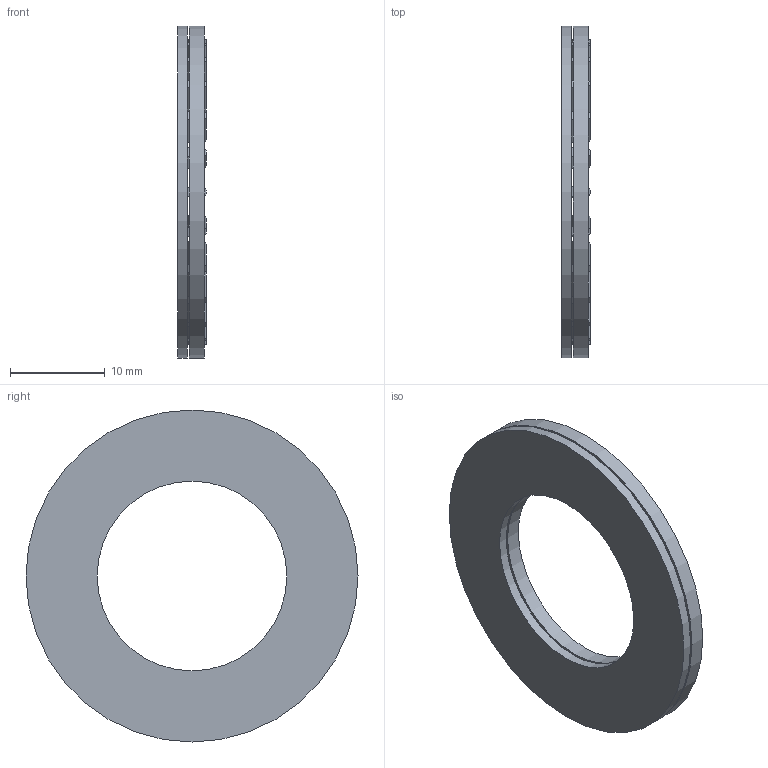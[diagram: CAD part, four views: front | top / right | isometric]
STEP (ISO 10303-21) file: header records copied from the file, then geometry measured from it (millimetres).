
FILE_DESCRIPTION( ( 'STEP AP203' ), ' ' );
FILE_NAME( 'AXK 2035 + AS 2035.stp', '2017-12-16T16:11:18', ( '' ), ( '' ), ' ', 'PARTsolutions', ' ' );
FILE_SCHEMA( ( 'CONFIG_CONTROL_DESIGN' ) );
Length unit declared in the file: millimetre
Products named in the file (6): AXK 2035 + AS 2035; _AXK 2035 + AS 2035_PART1; _AXK 2035 + AS 2035_PART2; _AXK 2035 + AS 2035_PART3; _AXK 2035 + AS 2035_PART4; _AXK 2035 + AS 2035_PART5
Assembly tree (51 placements, depth 2):
  AXK 2035 + AS 2035
    _AXK 2035 + AS 2035_PART1
    _AXK 2035 + AS 2035_PART2
    _AXK 2035 + AS 2035_PART3
    _AXK 2035 + AS 2035_PART4  x24
    _AXK 2035 + AS 2035_PART5  x24
Bounding box: 3 x 35 x 35 mm (x, y, z)
Volume: 2408.5 mm3; surface area: 4790.3 mm2
Topology: 50 solids, 50 shells, 152 faces, 156 edges, 105 vertices
Faces by surface type: plane 100, cylinder 52
Full cylindrical faces by diameter (mm): 2 x48, 20 x2, 35 x2
Entity records: 839 total; most frequent: DIRECTION 156, CARTESIAN_POINT 91, AXIS2_PLACEMENT_3D 78, PRODUCT_DEFINITION_SHAPE 57, CONTEXT_DEPENDENT_SHAPE_REPRESENTATION 51, ITEM_DEFINED_TRANSFORMATION 51, NEXT_ASSEMBLY_USAGE_OCCURRENCE 51, CC_DESIGN_PERSON_AND_ORGANIZATION_ASSIGNMENT 25
